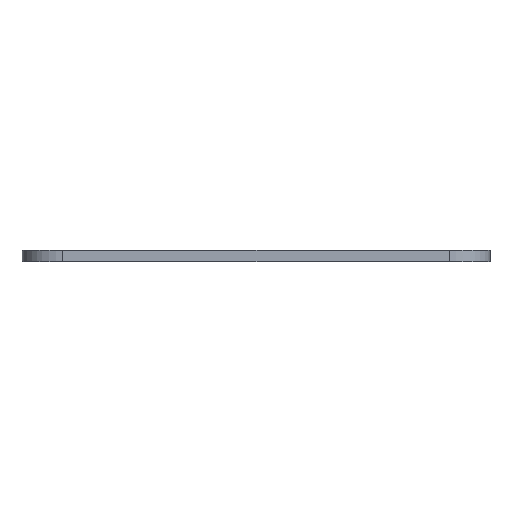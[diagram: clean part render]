
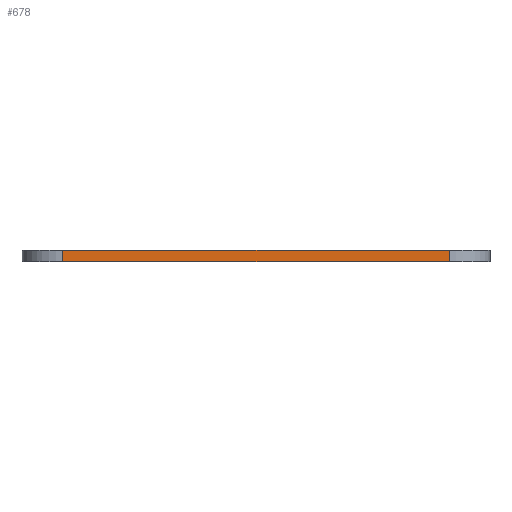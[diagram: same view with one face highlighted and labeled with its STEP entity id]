
A CAD part, left-side view. The second image highlights one B-rep face of the part: STEP entity #678.
In plain terms, the highlighted planar face has unit normal (-1, 0, 0).
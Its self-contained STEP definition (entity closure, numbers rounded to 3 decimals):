
#355=CARTESIAN_POINT('',(-20.,3.5,-0.5));
#356=VERTEX_POINT('',#355);
#364=CARTESIAN_POINT('',(-20.,36.5,-0.5));
#365=VERTEX_POINT('',#364);
#366=CARTESIAN_POINT('',(-20.,36.5,-0.5));
#367=DIRECTION('',(0.0,-1.0,0.0));
#368=VECTOR('',#367,33.0);
#369=LINE('',#366,#368);
#370=EDGE_CURVE('',#365,#356,#369,.T.);
#637=CARTESIAN_POINT('',(-20.,3.5,0.5));
#638=VERTEX_POINT('',#637);
#646=CARTESIAN_POINT('',(-20.,3.5,0.5));
#647=DIRECTION('',(0.0,0.0,-1.0));
#648=VECTOR('',#647,1.0);
#649=LINE('',#646,#648);
#650=EDGE_CURVE('',#638,#356,#649,.T.);
#655=CARTESIAN_POINT('',(-20.,0.0,0.0));
#656=DIRECTION('',(-1.0,0.0,0.0));
#657=DIRECTION('',(0.0,0.0,1.0));
#658=AXIS2_PLACEMENT_3D('',#655,#656,#657);
#659=PLANE('',#658);
#660=ORIENTED_EDGE('',*,*,#650,.F.);
#661=CARTESIAN_POINT('',(-20.,36.5,0.5));
#662=VERTEX_POINT('',#661);
#663=CARTESIAN_POINT('',(-20.,3.5,0.5));
#664=DIRECTION('',(0.0,1.0,0.0));
#665=VECTOR('',#664,33.0);
#666=LINE('',#663,#665);
#667=EDGE_CURVE('',#638,#662,#666,.T.);
#668=ORIENTED_EDGE('',*,*,#667,.T.);
#669=CARTESIAN_POINT('',(-20.,36.5,-0.5));
#670=DIRECTION('',(0.0,0.0,1.0));
#671=VECTOR('',#670,1.0);
#672=LINE('',#669,#671);
#673=EDGE_CURVE('',#365,#662,#672,.T.);
#674=ORIENTED_EDGE('',*,*,#673,.F.);
#675=ORIENTED_EDGE('',*,*,#370,.T.);
#676=EDGE_LOOP('',(#660,#668,#674,#675));
#677=FACE_OUTER_BOUND('',#676,.T.);
#678=ADVANCED_FACE('',(#677),#659,.T.);
